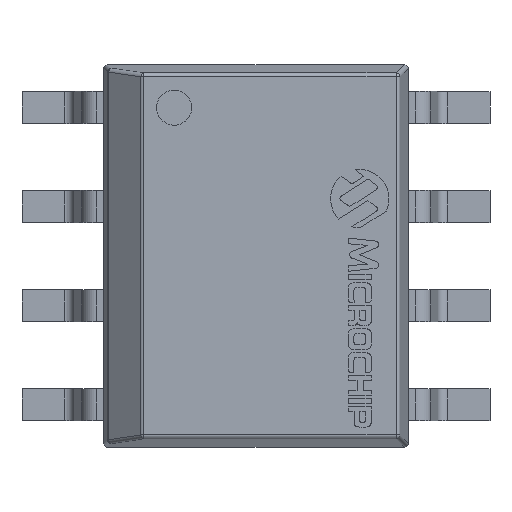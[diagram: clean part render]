
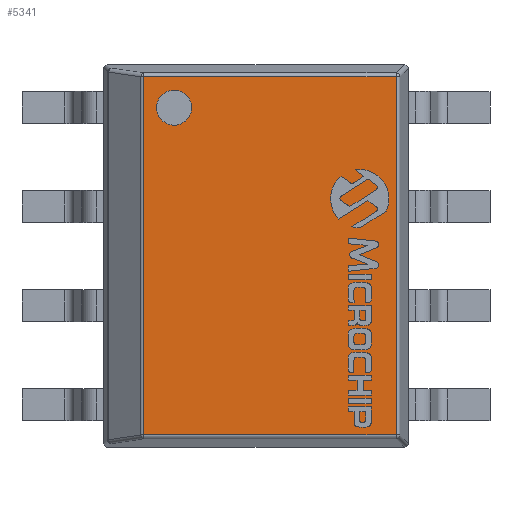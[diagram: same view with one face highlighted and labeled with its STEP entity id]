
A CAD part, top view. The second image highlights one B-rep face of the part: STEP entity #5341.
In plain terms, the highlighted planar face has unit normal (0, 0, 1).
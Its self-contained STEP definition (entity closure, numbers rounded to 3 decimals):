
#210=PLANE('',#5825);
#435=LINE('',#7565,#1013);
#437=LINE('',#7575,#1015);
#475=LINE('',#7730,#1053);
#479=LINE('',#7736,#1057);
#1013=VECTOR('',#6171,10.);
#1015=VECTOR('',#6183,10.);
#1053=VECTOR('',#6355,10.);
#1057=VECTOR('',#6363,10.);
#1689=FACE_OUTER_BOUND('',#2003,.T.);
#2003=EDGE_LOOP('',(#3877,#3878,#3879,#3880));
#2389=VERTEX_POINT('',#7543);
#2392=VERTEX_POINT('',#7550);
#2395=VERTEX_POINT('',#7557);
#2398=VERTEX_POINT('',#7567);
#2919=EDGE_CURVE('',#2395,#2389,#435,.T.);
#2924=EDGE_CURVE('',#2398,#2395,#437,.T.);
#3004=EDGE_CURVE('',#2392,#2398,#475,.T.);
#3008=EDGE_CURVE('',#2389,#2392,#479,.T.);
#3877=ORIENTED_EDGE('',*,*,#2919,.F.);
#3878=ORIENTED_EDGE('',*,*,#2924,.F.);
#3879=ORIENTED_EDGE('',*,*,#3004,.F.);
#3880=ORIENTED_EDGE('',*,*,#3008,.F.);
#5341=ADVANCED_FACE('',(#1689),#210,.T.);
#5825=AXIS2_PLACEMENT_3D('',#7751,#6385,#6386);
#6171=DIRECTION('',(0.,-1.,0.));
#6183=DIRECTION('',(1.,0.,0.));
#6355=DIRECTION('',(0.,1.,0.));
#6363=DIRECTION('',(-1.,0.,0.));
#6385=DIRECTION('center_axis',(0.,0.,1.));
#6386=DIRECTION('ref_axis',(1.,0.,0.));
#7543=CARTESIAN_POINT('',(1.796,-2.296,1.75));
#7550=CARTESIAN_POINT('',(-1.445,-2.296,1.75));
#7557=CARTESIAN_POINT('',(1.796,2.296,1.75));
#7565=CARTESIAN_POINT('',(1.796,0.,1.75));
#7567=CARTESIAN_POINT('',(-1.445,2.296,1.75));
#7575=CARTESIAN_POINT('',(-1.463,2.296,1.75));
#7730=CARTESIAN_POINT('',(-1.445,0.,1.75));
#7736=CARTESIAN_POINT('',(-1.463,-2.296,1.75));
#7751=CARTESIAN_POINT('Origin',(-1.95,0.,1.75));
